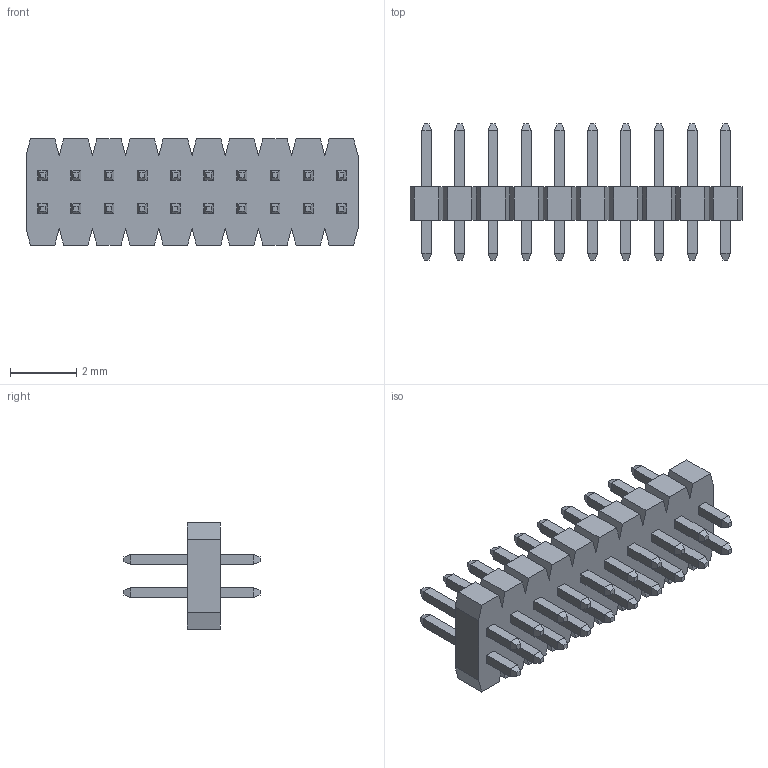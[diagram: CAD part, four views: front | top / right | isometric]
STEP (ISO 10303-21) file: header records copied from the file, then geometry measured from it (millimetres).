
FILE_DESCRIPTION( ('This file contains a STEP AP42 implementation' ,'as created by ZW3D STEP Interface translator.') ,'2;1' );
FILE_NAME( '1510-12XXXXS041XXXX.stp' ,'23 314. 83746', (''), ('ZWCAD Software Co.'), 'Version 1.0', 'ZW3D to STEP translator', '' );
FILE_SCHEMA(('AUTOMOTIVE_DESIGN { 1 0 10303 214 1 1 1 1 }'));
Length unit declared in the file: millimetre
Products named in the file (2): 0; 1510-1210XXS041XXXX
Bounding box: 10 x 4.1 x 3.2 mm (x, y, z)
Volume: 35.9 mm3; surface area: 218.9 mm2
Topology: 21 solids, 21 shells, 424 faces, 986 edges, 604 vertices
Faces by surface type: plane 424
Entity records: 12091 total; most frequent: CARTESIAN_POINT 2015, ORIENTED_EDGE 1972, DIRECTION 1836, VECTOR 986, LINE 986, EDGE_CURVE 986, VERTEX_POINT 604, EDGE_LOOP 464
